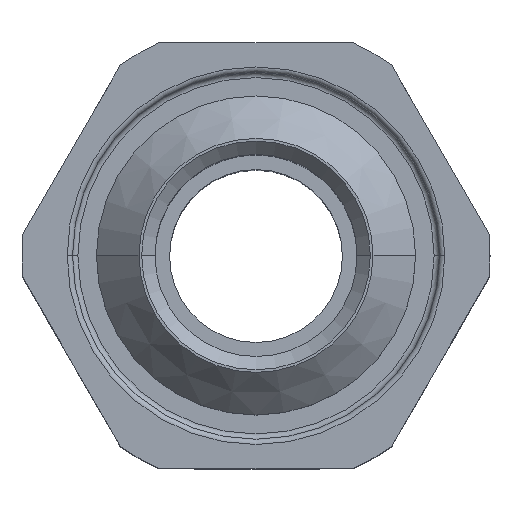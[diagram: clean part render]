
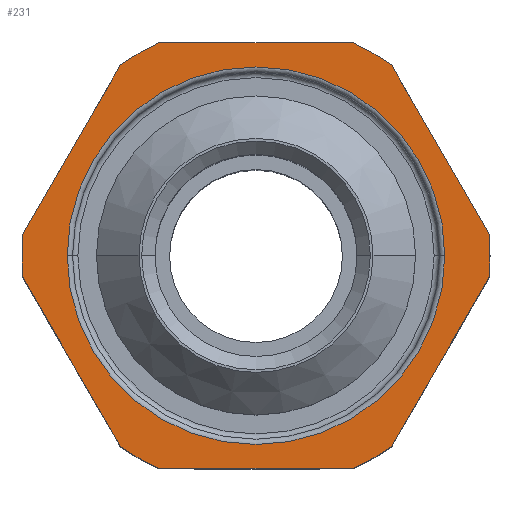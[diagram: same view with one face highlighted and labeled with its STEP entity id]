
A CAD part, top view. The second image highlights one B-rep face of the part: STEP entity #231.
In plain terms, the highlighted planar face has unit normal (0, 0, 1).
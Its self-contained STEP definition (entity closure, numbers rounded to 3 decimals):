
#132 = LINE ( 'NONE', #808, #1402 ) ;
#150 = AXIS2_PLACEMENT_3D ( 'NONE', #1567, #1770, #1156 ) ;
#161 = VECTOR ( 'NONE', #2537, 1000. ) ;
#231 = ADVANCED_FACE ( 'NONE', ( #2534, #921 ), #667, .T. ) ;
#239 = VERTEX_POINT ( 'NONE', #1660 ) ;
#269 = VERTEX_POINT ( 'NONE', #2068 ) ;
#275 = CARTESIAN_POINT ( 'NONE',  ( 0., 0., 12. ) ) ;
#287 = VERTEX_POINT ( 'NONE', #2080 ) ;
#354 = AXIS2_PLACEMENT_3D ( 'NONE', #616, #1989, #2174 ) ;
#380 = CIRCLE ( 'NONE', #1880, 8.8 ) ;
#467 = DIRECTION ( 'NONE',  ( 0., 0., -1. ) ) ;
#484 = CARTESIAN_POINT ( 'NONE',  ( 0., 0., 12. ) ) ;
#516 = ORIENTED_EDGE ( 'NONE', *, *, #1876, .T. ) ;
#541 = CARTESIAN_POINT ( 'NONE',  ( 0., 0., 12. ) ) ;
#546 = EDGE_CURVE ( 'NONE', #1801, #2194, #2351, .T. ) ;
#559 = ORIENTED_EDGE ( 'NONE', *, *, #788, .T. ) ;
#616 = CARTESIAN_POINT ( 'NONE',  ( 0., 0., 12. ) ) ;
#626 = DIRECTION ( 'NONE',  ( 0., 0., -1. ) ) ;
#641 = DIRECTION ( 'NONE',  ( 0., 0., 1. ) ) ;
#643 = DIRECTION ( 'NONE',  ( 1., 0., 0. ) ) ;
#667 = PLANE ( 'NONE',  #1373 ) ;
#671 = ORIENTED_EDGE ( 'NONE', *, *, #2287, .F. ) ;
#674 = ORIENTED_EDGE ( 'NONE', *, *, #1465, .T. ) ;
#675 = DIRECTION ( 'NONE',  ( 1., 0., 0. ) ) ;
#709 = CIRCLE ( 'NONE', #2489, 8.8 ) ;
#711 = DIRECTION ( 'NONE',  ( 0., 0., -1. ) ) ;
#715 = ORIENTED_EDGE ( 'NONE', *, *, #2496, .F. ) ;
#754 = EDGE_CURVE ( 'NONE', #2557, #1320, #380, .T. ) ;
#774 = CARTESIAN_POINT ( 'NONE',  ( -5.095, 7.175, 12. ) ) ;
#786 = CIRCLE ( 'NONE', #1837, 8.8 ) ;
#788 = EDGE_CURVE ( 'NONE', #2110, #269, #2243, .T. ) ;
#808 = CARTESIAN_POINT ( 'NONE',  ( 4.619, -8., 12. ) ) ;
#810 = ORIENTED_EDGE ( 'NONE', *, *, #864, .T. ) ;
#824 = ORIENTED_EDGE ( 'NONE', *, *, #754, .F. ) ;
#864 = EDGE_CURVE ( 'NONE', #1813, #1730, #1145, .T. ) ;
#884 = CARTESIAN_POINT ( 'NONE',  ( 9.238, 0., 12. ) ) ;
#914 = EDGE_CURVE ( 'NONE', #2374, #1730, #1133, .T. ) ;
#921 = FACE_OUTER_BOUND ( 'NONE', #2564, .T. ) ;
#924 = AXIS2_PLACEMENT_3D ( 'NONE', #484, #467, #675 ) ;
#926 = DIRECTION ( 'NONE',  ( 0., 0., -1. ) ) ;
#942 = DIRECTION ( 'NONE',  ( 1., 0., 0. ) ) ;
#944 = VECTOR ( 'NONE', #2233, 1000. ) ;
#949 = VERTEX_POINT ( 'NONE', #2475 ) ;
#1015 = ORIENTED_EDGE ( 'NONE', *, *, #1449, .F. ) ;
#1042 = ORIENTED_EDGE ( 'NONE', *, *, #546, .T. ) ;
#1106 = CARTESIAN_POINT ( 'NONE',  ( -3.666, -8., 12. ) ) ;
#1133 = CIRCLE ( 'NONE', #1354, 8.8 ) ;
#1144 = VECTOR ( 'NONE', #1687, 1000. ) ;
#1145 = LINE ( 'NONE', #1269, #1144 ) ;
#1153 = AXIS2_PLACEMENT_3D ( 'NONE', #541, #926, #2307 ) ;
#1156 = DIRECTION ( 'NONE',  ( 1., 0., 0. ) ) ;
#1159 = CARTESIAN_POINT ( 'NONE',  ( -4.619, -8., 12. ) ) ;
#1161 = EDGE_CURVE ( 'NONE', #1471, #2194, #786, .T. ) ;
#1209 = CARTESIAN_POINT ( 'NONE',  ( 0., 0., 12. ) ) ;
#1220 = EDGE_LOOP ( 'NONE', ( #516, #674 ) ) ;
#1236 = CIRCLE ( 'NONE', #924, 8.8 ) ;
#1269 = CARTESIAN_POINT ( 'NONE',  ( -4.619, 8., 12. ) ) ;
#1292 = VECTOR ( 'NONE', #1953, 1000. ) ;
#1310 = DIRECTION ( 'NONE',  ( 0., 0., -1. ) ) ;
#1320 = VERTEX_POINT ( 'NONE', #1686 ) ;
#1354 = AXIS2_PLACEMENT_3D ( 'NONE', #2279, #1310, #2066 ) ;
#1373 = AXIS2_PLACEMENT_3D ( 'NONE', #275, #641, #1828 ) ;
#1402 = VECTOR ( 'NONE', #1969, 1000. ) ;
#1407 = CARTESIAN_POINT ( 'NONE',  ( -8.761, 0.825, 12. ) ) ;
#1442 = DIRECTION ( 'NONE',  ( 1., 0., 0. ) ) ;
#1444 = CARTESIAN_POINT ( 'NONE',  ( 3.666, -8., 12. ) ) ;
#1449 = EDGE_CURVE ( 'NONE', #1801, #269, #709, .T. ) ;
#1452 = DIRECTION ( 'NONE',  ( 0., 0., -1. ) ) ;
#1465 = EDGE_CURVE ( 'NONE', #287, #239, #1511, .T. ) ;
#1471 = VERTEX_POINT ( 'NONE', #2108 ) ;
#1474 = VERTEX_POINT ( 'NONE', #2509 ) ;
#1500 = CARTESIAN_POINT ( 'NONE',  ( -8.8, 0., 12. ) ) ;
#1501 = EDGE_CURVE ( 'NONE', #2557, #2227, #1536, .T. ) ;
#1502 = DIRECTION ( 'NONE',  ( 1., 0., 0. ) ) ;
#1510 = AXIS2_PLACEMENT_3D ( 'NONE', #2345, #2546, #942 ) ;
#1511 = CIRCLE ( 'NONE', #1153, 7.1 ) ;
#1530 = CARTESIAN_POINT ( 'NONE',  ( 5.095, 7.175, 12. ) ) ;
#1536 = LINE ( 'NONE', #884, #944 ) ;
#1556 = CARTESIAN_POINT ( 'NONE',  ( 4.619, 8., 12. ) ) ;
#1567 = CARTESIAN_POINT ( 'NONE',  ( 0., 0., 12. ) ) ;
#1646 = DIRECTION ( 'NONE',  ( 0.5, -0.866, 0. ) ) ;
#1660 = CARTESIAN_POINT ( 'NONE',  ( 7.1, 0., 12. ) ) ;
#1674 = VECTOR ( 'NONE', #1646, 1000. ) ;
#1686 = CARTESIAN_POINT ( 'NONE',  ( 8.761, -0.825, 12. ) ) ;
#1687 = DIRECTION ( 'NONE',  ( -0.5, -0.866, 0. ) ) ;
#1730 = VERTEX_POINT ( 'NONE', #1407 ) ;
#1770 = DIRECTION ( 'NONE',  ( 0., 0., -1. ) ) ;
#1801 = VERTEX_POINT ( 'NONE', #1106 ) ;
#1802 = LINE ( 'NONE', #1556, #161 ) ;
#1813 = VERTEX_POINT ( 'NONE', #774 ) ;
#1828 = DIRECTION ( 'NONE',  ( 1., 0., 0. ) ) ;
#1837 = AXIS2_PLACEMENT_3D ( 'NONE', #1209, #626, #643 ) ;
#1850 = EDGE_CURVE ( 'NONE', #949, #1474, #1802, .T. ) ;
#1863 = EDGE_CURVE ( 'NONE', #2110, #2374, #2043, .T. ) ;
#1876 = EDGE_CURVE ( 'NONE', #239, #287, #2511, .T. ) ;
#1880 = AXIS2_PLACEMENT_3D ( 'NONE', #2044, #1452, #1442 ) ;
#1887 = CARTESIAN_POINT ( 'NONE',  ( 0., 0., 12. ) ) ;
#1953 = DIRECTION ( 'NONE',  ( 1., 0., 0. ) ) ;
#1969 = DIRECTION ( 'NONE',  ( 0.5, 0.866, 0. ) ) ;
#1981 = CIRCLE ( 'NONE', #354, 8.8 ) ;
#1989 = DIRECTION ( 'NONE',  ( 0., 0., -1. ) ) ;
#2022 = ORIENTED_EDGE ( 'NONE', *, *, #1161, .F. ) ;
#2043 = CIRCLE ( 'NONE', #1510, 8.8 ) ;
#2044 = CARTESIAN_POINT ( 'NONE',  ( 0., 0., 12. ) ) ;
#2045 = EDGE_CURVE ( 'NONE', #1471, #1320, #132, .T. ) ;
#2058 = ORIENTED_EDGE ( 'NONE', *, *, #1863, .F. ) ;
#2066 = DIRECTION ( 'NONE',  ( 1., 0., 0. ) ) ;
#2068 = CARTESIAN_POINT ( 'NONE',  ( -5.095, -7.175, 12. ) ) ;
#2080 = CARTESIAN_POINT ( 'NONE',  ( -7.1, 0., 12. ) ) ;
#2108 = CARTESIAN_POINT ( 'NONE',  ( 5.095, -7.175, 12. ) ) ;
#2110 = VERTEX_POINT ( 'NONE', #2402 ) ;
#2174 = DIRECTION ( 'NONE',  ( 1., 0., 0. ) ) ;
#2194 = VERTEX_POINT ( 'NONE', #1444 ) ;
#2227 = VERTEX_POINT ( 'NONE', #1530 ) ;
#2233 = DIRECTION ( 'NONE',  ( -0.5, 0.866, 0. ) ) ;
#2239 = CARTESIAN_POINT ( 'NONE',  ( -9.238, 0., 12. ) ) ;
#2243 = LINE ( 'NONE', #2239, #1674 ) ;
#2264 = ORIENTED_EDGE ( 'NONE', *, *, #2045, .T. ) ;
#2279 = CARTESIAN_POINT ( 'NONE',  ( 0., 0., 12. ) ) ;
#2287 = EDGE_CURVE ( 'NONE', #949, #2227, #1236, .T. ) ;
#2307 = DIRECTION ( 'NONE',  ( 1., 0., 0. ) ) ;
#2339 = ORIENTED_EDGE ( 'NONE', *, *, #1850, .T. ) ;
#2345 = CARTESIAN_POINT ( 'NONE',  ( 0., 0., 12. ) ) ;
#2351 = LINE ( 'NONE', #1159, #1292 ) ;
#2369 = CARTESIAN_POINT ( 'NONE',  ( 8.761, 0.825, 12. ) ) ;
#2374 = VERTEX_POINT ( 'NONE', #1500 ) ;
#2397 = ORIENTED_EDGE ( 'NONE', *, *, #1501, .T. ) ;
#2402 = CARTESIAN_POINT ( 'NONE',  ( -8.761, -0.825, 12. ) ) ;
#2475 = CARTESIAN_POINT ( 'NONE',  ( 3.666, 8., 12. ) ) ;
#2489 = AXIS2_PLACEMENT_3D ( 'NONE', #1887, #711, #1502 ) ;
#2496 = EDGE_CURVE ( 'NONE', #1813, #1474, #1981, .T. ) ;
#2509 = CARTESIAN_POINT ( 'NONE',  ( -3.666, 8., 12. ) ) ;
#2511 = CIRCLE ( 'NONE', #150, 7.1 ) ;
#2530 = ORIENTED_EDGE ( 'NONE', *, *, #914, .F. ) ;
#2534 = FACE_BOUND ( 'NONE', #1220, .T. ) ;
#2537 = DIRECTION ( 'NONE',  ( -1., 0., 0. ) ) ;
#2546 = DIRECTION ( 'NONE',  ( 0., 0., -1. ) ) ;
#2557 = VERTEX_POINT ( 'NONE', #2369 ) ;
#2564 = EDGE_LOOP ( 'NONE', ( #1042, #2022, #2264, #824, #2397, #671, #2339, #715, #810, #2530, #2058, #559, #1015 ) ) ;
